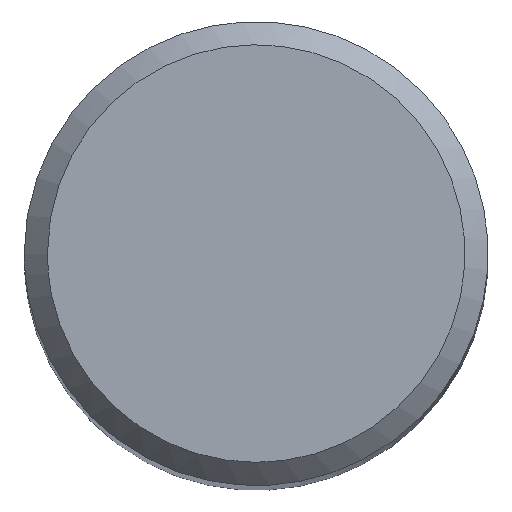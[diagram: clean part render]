
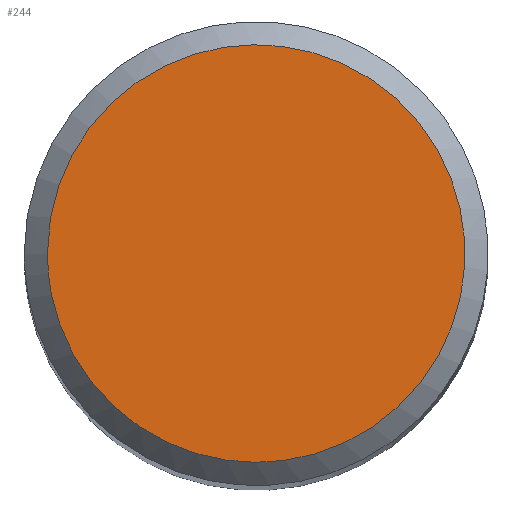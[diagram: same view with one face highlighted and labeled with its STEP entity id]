
A CAD part, top view. The second image highlights one B-rep face of the part: STEP entity #244.
In plain terms, the highlighted planar face has unit normal (0, 0, 1).
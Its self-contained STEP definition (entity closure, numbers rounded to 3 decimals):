
#195 = VERTEX_POINT('', #196);
#196 = CARTESIAN_POINT('', (-2.7, 0., 0.));
#201 = EDGE_CURVE('', #195, #195, #202, .T.);
#202 = (
   BOUNDED_CURVE ()
   B_SPLINE_CURVE (2, (#203, #204, #205, #206, #207, #208, #209, #210, #211), .UNSPECIFIED., .T., .U.)
   B_SPLINE_CURVE_WITH_KNOTS ((3, 2, 2, 2, 3), (0., 1.571, 3.142, 4.712, 6.283), .UNSPECIFIED.)
   CURVE ()
   GEOMETRIC_REPRESENTATION_ITEM ()
   RATIONAL_B_SPLINE_CURVE ((1., 0.707, 1., 0.707, 1., 0.707, 1., 0.707, 1.))
   REPRESENTATION_ITEM ('')
);
#203 = CARTESIAN_POINT('', (-2.7, 0., 0.));
#204 = CARTESIAN_POINT('', (-2.7, 2.7, 0.));
#205 = CARTESIAN_POINT('', (0., 2.7, 0.));
#206 = CARTESIAN_POINT('', (2.7, 2.7, 0.));
#207 = CARTESIAN_POINT('', (2.7, 0., 0.));
#208 = CARTESIAN_POINT('', (2.7, -2.7, 0.));
#209 = CARTESIAN_POINT('', (0., -2.7, 0.));
#210 = CARTESIAN_POINT('', (-2.7, -2.7, 0.));
#211 = CARTESIAN_POINT('', (-2.7, 0., 0.));
#244 = ADVANCED_FACE('', (#245), #248, .T.);
#245 = FACE_OUTER_BOUND('', #246, .T.);
#246 = EDGE_LOOP('', (#247));
#247 = ORIENTED_EDGE('', *, *, #201, .F.);
#248 = PLANE('', #249);
#249 = AXIS2_PLACEMENT_3D('', #250, #251, #252);
#250 = CARTESIAN_POINT('', (4.2, -4.2, 0.));
#251 = DIRECTION('', (0., 0., 1.));
#252 = DIRECTION('', (0., 1., 0.));
